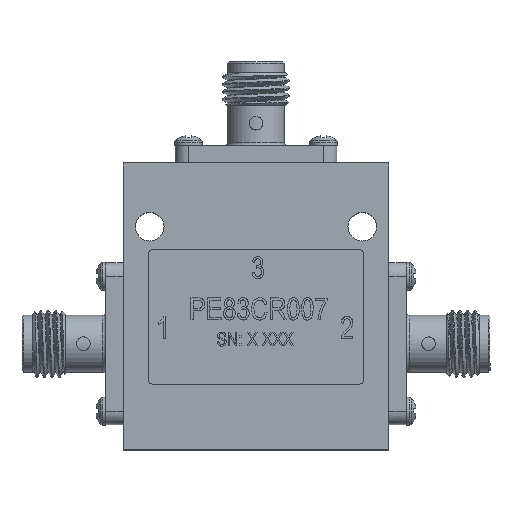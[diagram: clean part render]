
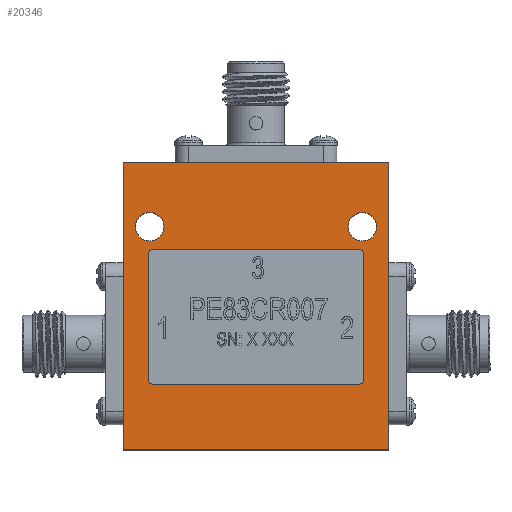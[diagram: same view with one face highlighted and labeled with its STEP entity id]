
A CAD part, top view. The second image highlights one B-rep face of the part: STEP entity #20346.
In plain terms, the highlighted planar face has unit normal (0, 0, 1).
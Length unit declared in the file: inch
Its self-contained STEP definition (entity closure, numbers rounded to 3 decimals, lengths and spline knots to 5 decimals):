
#366 = CARTESIAN_POINT ( 'NONE',  ( 0.4467, 0.29528, 0.285 ) ) ;
#426 = CARTESIAN_POINT ( 'NONE',  ( 0.49213, -0.5315, 0.285 ) ) ;
#480 = CIRCLE ( 'NONE', #2059, 0.02 ) ;
#799 = CARTESIAN_POINT ( 'NONE',  ( -0.4, 0.1915, 0.285 ) ) ;
#882 = EDGE_CURVE ( 'NONE', #4442, #18497, #15378, .T. ) ;
#1074 = EDGE_CURVE ( 'NONE', #7312, #20311, #28118, .T. ) ;
#1541 = EDGE_CURVE ( 'NONE', #20311, #14250, #13446, .T. ) ;
#1562 = DIRECTION ( 'NONE',  ( 1., 0., 0. ) ) ;
#1710 = AXIS2_PLACEMENT_3D ( 'NONE', #28993, #9128, #24018 ) ;
#1815 = DIRECTION ( 'NONE',  ( 0., -1., 0. ) ) ;
#2059 = AXIS2_PLACEMENT_3D ( 'NONE', #24039, #12113, #13942 ) ;
#2192 = CARTESIAN_POINT ( 'NONE',  ( 0.38, -0.2885, 0.285 ) ) ;
#2427 = CARTESIAN_POINT ( 'NONE',  ( -0.4, 0.1915, 0.285 ) ) ;
#2697 = DIRECTION ( 'NONE',  ( 1., 0., 0. ) ) ;
#2969 = DIRECTION ( 'NONE',  ( 0., 1., 0. ) ) ;
#3457 = VERTEX_POINT ( 'NONE', #24665 ) ;
#3564 = VERTEX_POINT ( 'NONE', #799 ) ;
#3580 = ORIENTED_EDGE ( 'NONE', *, *, #10150, .F. ) ;
#3687 = CARTESIAN_POINT ( 'NONE',  ( -0.38, -0.2685, 0.285 ) ) ;
#4442 = VERTEX_POINT ( 'NONE', #8731 ) ;
#5413 = EDGE_CURVE ( 'NONE', #17783, #3564, #15980, .T. ) ;
#5452 = CARTESIAN_POINT ( 'NONE',  ( 0.4, 0.1915, 0.285 ) ) ;
#6038 = VERTEX_POINT ( 'NONE', #426 ) ;
#6130 = FACE_OUTER_BOUND ( 'NONE', #25871, .T. ) ;
#6193 = ORIENTED_EDGE ( 'NONE', *, *, #25287, .F. ) ;
#6318 = CARTESIAN_POINT ( 'NONE',  ( -0.3407, 0.29528, 0.285 ) ) ;
#6589 = AXIS2_PLACEMENT_3D ( 'NONE', #3687, #24198, #24511 ) ;
#7238 = DIRECTION ( 'NONE',  ( 0., -1., 0. ) ) ;
#7301 = VECTOR ( 'NONE', #16496, 39.37008 ) ;
#7312 = VERTEX_POINT ( 'NONE', #17670 ) ;
#7655 = ORIENTED_EDGE ( 'NONE', *, *, #30886, .F. ) ;
#7697 = EDGE_LOOP ( 'NONE', ( #28437 ) ) ;
#7782 = EDGE_CURVE ( 'NONE', #3457, #20303, #17685, .T. ) ;
#7916 = CIRCLE ( 'NONE', #10561, 0.053 ) ;
#8483 = VERTEX_POINT ( 'NONE', #366 ) ;
#8731 = CARTESIAN_POINT ( 'NONE',  ( -0.49213, 0.5315, 0.285 ) ) ;
#8737 = ORIENTED_EDGE ( 'NONE', *, *, #5413, .F. ) ;
#8953 = CARTESIAN_POINT ( 'NONE',  ( -0.38, -0.2885, 0.285 ) ) ;
#9110 = PLANE ( 'NONE',  #18951 ) ;
#9125 = VERTEX_POINT ( 'NONE', #6318 ) ;
#9128 = DIRECTION ( 'NONE',  ( 0., 0., 1. ) ) ;
#9445 = CARTESIAN_POINT ( 'NONE',  ( 0.38, 0.2115, 0.285 ) ) ;
#10061 = ORIENTED_EDGE ( 'NONE', *, *, #30016, .T. ) ;
#10150 = EDGE_CURVE ( 'NONE', #8483, #8483, #7916, .T. ) ;
#10561 = AXIS2_PLACEMENT_3D ( 'NONE', #15437, #17441, #2697 ) ;
#10722 = LINE ( 'NONE', #18981, #7301 ) ;
#11608 = ORIENTED_EDGE ( 'NONE', *, *, #882, .T. ) ;
#12113 = DIRECTION ( 'NONE',  ( 0., 0., 1. ) ) ;
#12729 = CARTESIAN_POINT ( 'NONE',  ( -0.49213, -0.5315, 0.285 ) ) ;
#12846 = DIRECTION ( 'NONE',  ( -1., 0., 0. ) ) ;
#13343 = DIRECTION ( 'NONE',  ( -1., 0., 0. ) ) ;
#13446 = CIRCLE ( 'NONE', #22972, 0.02 ) ;
#13739 = EDGE_CURVE ( 'NONE', #9125, #9125, #14655, .T. ) ;
#13926 = CARTESIAN_POINT ( 'NONE',  ( 0.38, 0.1915, 0.285 ) ) ;
#13942 = DIRECTION ( 'NONE',  ( -1., 0., 0. ) ) ;
#14112 = VECTOR ( 'NONE', #13343, 39.37008 ) ;
#14250 = VERTEX_POINT ( 'NONE', #9445 ) ;
#14655 = CIRCLE ( 'NONE', #15193, 0.053 ) ;
#14718 = EDGE_CURVE ( 'NONE', #20303, #26839, #10722, .T. ) ;
#15027 = CARTESIAN_POINT ( 'NONE',  ( -0.38, 0.2115, 0.285 ) ) ;
#15193 = AXIS2_PLACEMENT_3D ( 'NONE', #26414, #31203, #18324 ) ;
#15378 = LINE ( 'NONE', #12729, #20909 ) ;
#15437 = CARTESIAN_POINT ( 'NONE',  ( 0.3937, 0.29528, 0.285 ) ) ;
#15980 = CIRCLE ( 'NONE', #1710, 0.02 ) ;
#16300 = EDGE_CURVE ( 'NONE', #26839, #7312, #480, .T. ) ;
#16496 = DIRECTION ( 'NONE',  ( 1., 0., 0. ) ) ;
#17172 = LINE ( 'NONE', #2427, #30474 ) ;
#17441 = DIRECTION ( 'NONE',  ( 0., 0., 1. ) ) ;
#17670 = CARTESIAN_POINT ( 'NONE',  ( 0.4, -0.2685, 0.285 ) ) ;
#17685 = CIRCLE ( 'NONE', #6589, 0.02 ) ;
#17783 = VERTEX_POINT ( 'NONE', #15027 ) ;
#18318 = CARTESIAN_POINT ( 'NONE',  ( -0.49213, 0.5315, 0.285 ) ) ;
#18324 = DIRECTION ( 'NONE',  ( 1., 0., 0. ) ) ;
#18491 = ORIENTED_EDGE ( 'NONE', *, *, #7782, .F. ) ;
#18497 = VERTEX_POINT ( 'NONE', #32740 ) ;
#18892 = DIRECTION ( 'NONE',  ( 0., 0., 1. ) ) ;
#18951 = AXIS2_PLACEMENT_3D ( 'NONE', #19200, #23845, #1815 ) ;
#18981 = CARTESIAN_POINT ( 'NONE',  ( -0.38, -0.2885, 0.285 ) ) ;
#19200 = CARTESIAN_POINT ( 'NONE',  ( 0., 0., 0.285 ) ) ;
#19389 = VECTOR ( 'NONE', #29059, 39.37008 ) ;
#19898 = ORIENTED_EDGE ( 'NONE', *, *, #31034, .T. ) ;
#20303 = VERTEX_POINT ( 'NONE', #8953 ) ;
#20311 = VERTEX_POINT ( 'NONE', #31756 ) ;
#20346 = ADVANCED_FACE ( 'NONE', ( #26963, #24481, #29291, #6130 ), #9110, .F. ) ;
#20536 = ORIENTED_EDGE ( 'NONE', *, *, #26038, .T. ) ;
#20909 = VECTOR ( 'NONE', #22338, 39.37008 ) ;
#21283 = LINE ( 'NONE', #24254, #19389 ) ;
#21957 = VECTOR ( 'NONE', #2969, 39.37008 ) ;
#22338 = DIRECTION ( 'NONE',  ( 0., -1., 0. ) ) ;
#22453 = CARTESIAN_POINT ( 'NONE',  ( -0.38, 0.2115, 0.285 ) ) ;
#22571 = VECTOR ( 'NONE', #12846, 39.37008 ) ;
#22750 = VERTEX_POINT ( 'NONE', #32732 ) ;
#22783 = LINE ( 'NONE', #22453, #22571 ) ;
#22972 = AXIS2_PLACEMENT_3D ( 'NONE', #13926, #18892, #24020 ) ;
#23738 = LINE ( 'NONE', #28855, #25747 ) ;
#23845 = DIRECTION ( 'NONE',  ( 0., 0., -1. ) ) ;
#23883 = ORIENTED_EDGE ( 'NONE', *, *, #1074, .F. ) ;
#24018 = DIRECTION ( 'NONE',  ( -1., 0., 0. ) ) ;
#24020 = DIRECTION ( 'NONE',  ( -1., 0., 0. ) ) ;
#24039 = CARTESIAN_POINT ( 'NONE',  ( 0.38, -0.2685, 0.285 ) ) ;
#24198 = DIRECTION ( 'NONE',  ( 0., 0., 1. ) ) ;
#24254 = CARTESIAN_POINT ( 'NONE',  ( 0.49213, -0.5315, 0.285 ) ) ;
#24481 = FACE_BOUND ( 'NONE', #7697, .T. ) ;
#24511 = DIRECTION ( 'NONE',  ( -1., 0., 0. ) ) ;
#24665 = CARTESIAN_POINT ( 'NONE',  ( -0.4, -0.2685, 0.285 ) ) ;
#25287 = EDGE_CURVE ( 'NONE', #3564, #3457, #17172, .T. ) ;
#25747 = VECTOR ( 'NONE', #1562, 39.37008 ) ;
#25871 = EDGE_LOOP ( 'NONE', ( #10061, #19898, #11608, #20536 ) ) ;
#26038 = EDGE_CURVE ( 'NONE', #18497, #6038, #23738, .T. ) ;
#26202 = ORIENTED_EDGE ( 'NONE', *, *, #1541, .F. ) ;
#26414 = CARTESIAN_POINT ( 'NONE',  ( -0.3937, 0.29528, 0.285 ) ) ;
#26839 = VERTEX_POINT ( 'NONE', #2192 ) ;
#26963 = FACE_BOUND ( 'NONE', #29041, .T. ) ;
#28118 = LINE ( 'NONE', #5452, #21957 ) ;
#28437 = ORIENTED_EDGE ( 'NONE', *, *, #13739, .F. ) ;
#28622 = EDGE_LOOP ( 'NONE', ( #3580 ) ) ;
#28724 = LINE ( 'NONE', #18318, #14112 ) ;
#28855 = CARTESIAN_POINT ( 'NONE',  ( -0.49213, -0.5315, 0.285 ) ) ;
#28993 = CARTESIAN_POINT ( 'NONE',  ( -0.38, 0.1915, 0.285 ) ) ;
#29041 = EDGE_LOOP ( 'NONE', ( #26202, #23883, #32310, #32715, #18491, #6193, #8737, #7655 ) ) ;
#29059 = DIRECTION ( 'NONE',  ( 0., 1., 0. ) ) ;
#29291 = FACE_BOUND ( 'NONE', #28622, .T. ) ;
#30016 = EDGE_CURVE ( 'NONE', #6038, #22750, #21283, .T. ) ;
#30474 = VECTOR ( 'NONE', #7238, 39.37008 ) ;
#30886 = EDGE_CURVE ( 'NONE', #14250, #17783, #22783, .T. ) ;
#31034 = EDGE_CURVE ( 'NONE', #22750, #4442, #28724, .T. ) ;
#31203 = DIRECTION ( 'NONE',  ( 0., 0., 1. ) ) ;
#31756 = CARTESIAN_POINT ( 'NONE',  ( 0.4, 0.1915, 0.285 ) ) ;
#32310 = ORIENTED_EDGE ( 'NONE', *, *, #16300, .F. ) ;
#32715 = ORIENTED_EDGE ( 'NONE', *, *, #14718, .F. ) ;
#32732 = CARTESIAN_POINT ( 'NONE',  ( 0.49213, 0.5315, 0.285 ) ) ;
#32740 = CARTESIAN_POINT ( 'NONE',  ( -0.49213, -0.5315, 0.285 ) ) ;
